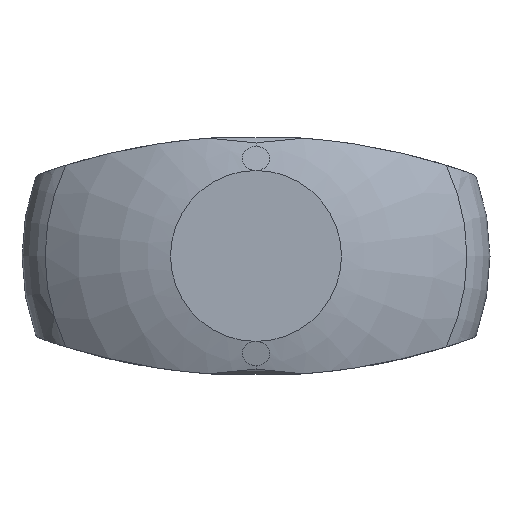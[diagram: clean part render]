
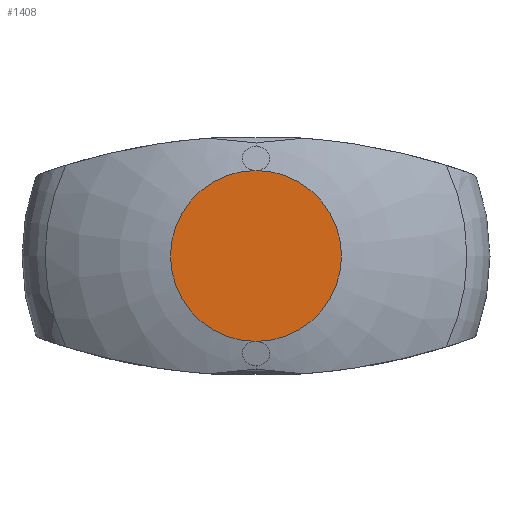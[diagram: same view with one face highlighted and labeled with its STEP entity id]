
A CAD part, top view. The second image highlights one B-rep face of the part: STEP entity #1408.
In plain terms, the highlighted planar face has unit normal (0, 0, 1).
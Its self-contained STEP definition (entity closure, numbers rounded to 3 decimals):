
#762=VERTEX_POINT('',#1877);
#764=EDGE_CURVE('',#1084,#762,#1879,.T.);
#814=EDGE_CURVE('',#762,#1084,#1935,.T.);
#1084=VERTEX_POINT('',#2224);
#1408=ADVANCED_FACE('',(#2578),#2579,.T.);
#1877=CARTESIAN_POINT('',(0.0,-8.95,40.5));
#1879=CIRCLE('',#3511,8.95);
#1935=CIRCLE('',#3665,8.95);
#2224=CARTESIAN_POINT('',(0.0,8.95,40.5));
#2578=FACE_OUTER_BOUND('',#6132,.T.);
#2579=PLANE('',#6133);
#3511=AXIS2_PLACEMENT_3D('',#6986,#6987,#6988);
#3665=AXIS2_PLACEMENT_3D('',#7059,#7060,#7061);
#6132=EDGE_LOOP('',(#7667,#7668));
#6133=AXIS2_PLACEMENT_3D('',#7669,#7670,#7671);
#6986=CARTESIAN_POINT('',(0.0,0.,40.5));
#6987=DIRECTION('',(-0.0,0.,-1.0));
#6988=DIRECTION('',(-1.0,0.0,0.0));
#7059=CARTESIAN_POINT('',(0.0,0.,40.5));
#7060=DIRECTION('',(-0.0,0.,-1.0));
#7061=DIRECTION('',(-1.0,0.0,0.0));
#7667=ORIENTED_EDGE('',*,*,#814,.F.);
#7668=ORIENTED_EDGE('',*,*,#764,.F.);
#7669=CARTESIAN_POINT('',(-4.475,0.,40.5));
#7670=DIRECTION('',(0.,0.,1.0));
#7671=DIRECTION('',(1.0,0.,0.));
